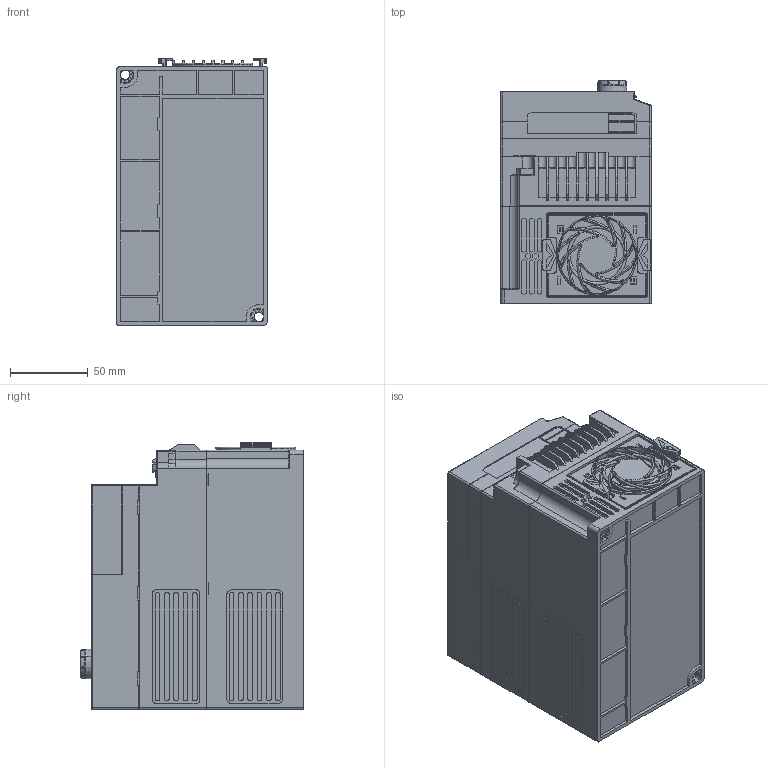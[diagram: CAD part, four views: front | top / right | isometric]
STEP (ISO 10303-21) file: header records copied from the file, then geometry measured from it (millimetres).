
FILE_DESCRIPTION (( 'STEP AP214' ), '1' );
FILE_NAME ('FC-430-A_1.STEP', '2025-03-28T07:28:08', ( '' ), ( '' ), 'SwSTEP 2.0', 'SolidWorks 2023', '' );
FILE_SCHEMA (( 'AUTOMOTIVE_DESIGN' ));
Products named in the file (1): FC-430-A_1
Bounding box: 97 x 143.95 x 172 mm (x, y, z)
Volume: 1985197.9 mm3; surface area: 157229.3 mm2
Topology: 1 solids, 33 shells, 3860 faces, 10316 edges, 6632 vertices
Faces by surface type: plane 1992, cylinder 1045, bspline 421, torus 250, cone 92, sphere 60
Entity records: 140883 total; most frequent: CARTESIAN_POINT 46840, ORIENTED_EDGE 20548, DIRECTION 18174, EDGE_CURVE 10274, VERTEX_POINT 6622, VECTOR 6412, LINE 6412, AXIS2_PLACEMENT_3D 5881
